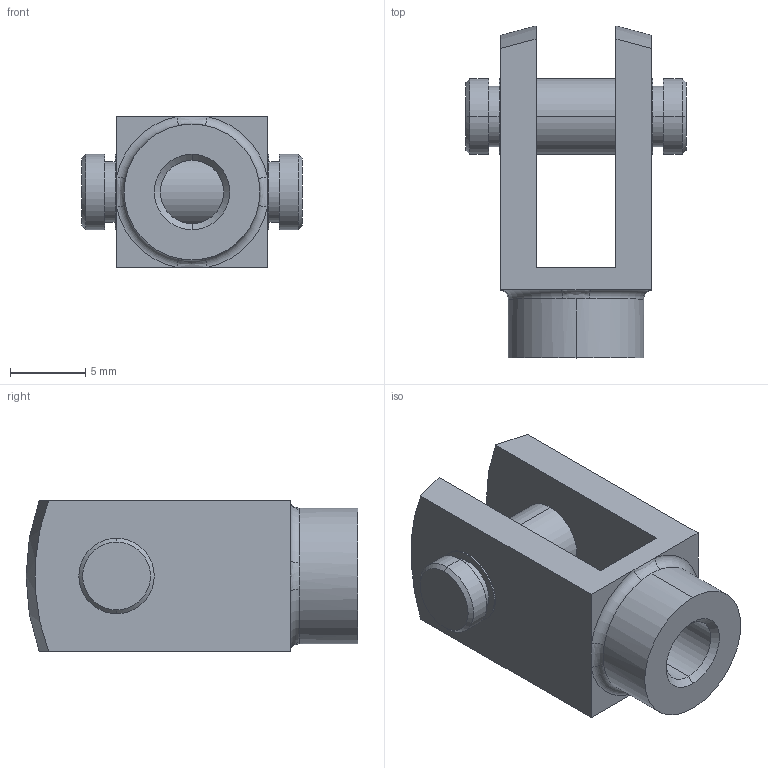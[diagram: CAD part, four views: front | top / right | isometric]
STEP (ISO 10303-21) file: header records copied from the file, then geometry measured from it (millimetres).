
FILE_DESCRIPTION (( 'STEP AP203' ), '1' );
FILE_NAME ('HRC-12M.step', '2015-12-02T21:07:00', ( '' ), ( '' ), 'SwSTEP 2.0', 'SolidWorks 2015', '' );
FILE_SCHEMA (( 'CONFIG_CONTROL_DESIGN' ));
Length unit declared in the file: millimetre
Products named in the file (1): HRC-12M
Bounding box: 14.6 x 22 x 10 mm (x, y, z)
Volume: 1261.1 mm3; surface area: 1467.1 mm2
Topology: 2 solids, 2 shells, 54 faces, 122 edges, 76 vertices
Faces by surface type: cylinder 18, plane 18, cone 10, bspline 4, torus 4
Entity records: 1697 total; most frequent: CARTESIAN_POINT 379, DIRECTION 276, ORIENTED_EDGE 244, EDGE_CURVE 122, AXIS2_PLACEMENT_3D 113, VERTEX_POINT 76, EDGE_LOOP 64, CIRCLE 62
